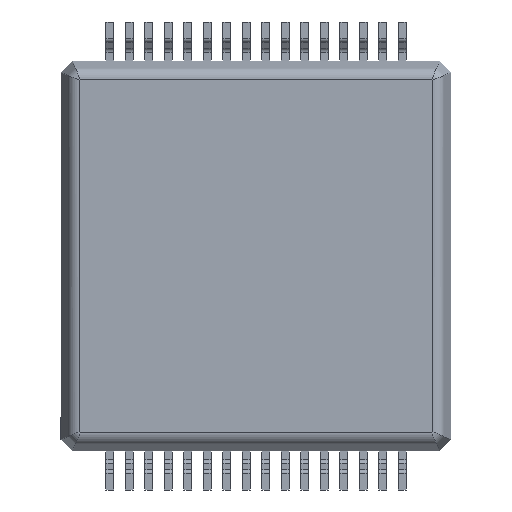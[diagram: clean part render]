
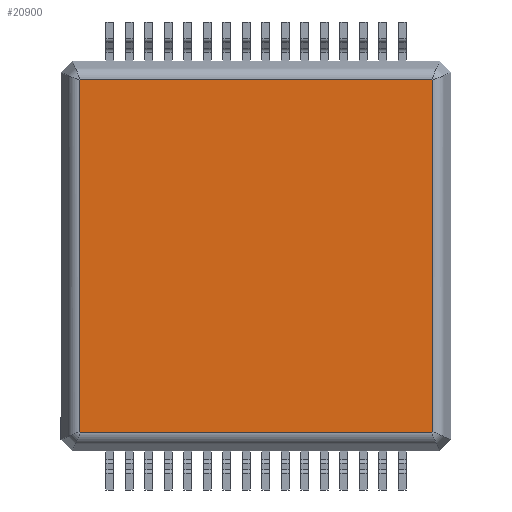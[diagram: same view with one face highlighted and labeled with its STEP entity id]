
A CAD part, front view. The second image highlights one B-rep face of the part: STEP entity #20900.
In plain terms, the highlighted planar face has unit normal (0, -1, 0).
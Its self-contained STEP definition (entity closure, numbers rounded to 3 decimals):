
#1226 = VERTEX_POINT ( 'NONE', #1872 ) ;
#1872 = CARTESIAN_POINT ( 'NONE',  ( 4.507, 0., 4.535 ) ) ;
#2284 = VECTOR ( 'NONE', #2529, 1000. ) ;
#2529 = DIRECTION ( 'NONE',  ( 0., 0., -1. ) ) ;
#2739 = EDGE_CURVE ( 'NONE', #11654, #1226, #22976, .T. ) ;
#2803 = VECTOR ( 'NONE', #5561, 1000. ) ;
#3058 = DIRECTION ( 'NONE',  ( 0., -1., 0. ) ) ;
#3203 = CARTESIAN_POINT ( 'NONE',  ( 4.535, 0., -4.507 ) ) ;
#3370 = EDGE_CURVE ( 'NONE', #25955, #16735, #11613, .T. ) ;
#3564 = LINE ( 'NONE', #24910, #2284 ) ;
#3574 = EDGE_CURVE ( 'NONE', #9025, #9970, #3564, .T. ) ;
#3677 = VECTOR ( 'NONE', #8058, 1000. ) ;
#3685 = DIRECTION ( 'NONE',  ( 0.707, 0., 0.707 ) ) ;
#3850 = CARTESIAN_POINT ( 'NONE',  ( -4.535, 0., -4.507 ) ) ;
#4249 = EDGE_CURVE ( 'NONE', #16735, #17890, #20863, .T. ) ;
#4609 = CARTESIAN_POINT ( 'NONE',  ( -4.535, 0., 4.507 ) ) ;
#4618 = LINE ( 'NONE', #10254, #3677 ) ;
#4737 = VECTOR ( 'NONE', #3685, 1000. ) ;
#5561 = DIRECTION ( 'NONE',  ( 0.707, 0., -0.707 ) ) ;
#6070 = LINE ( 'NONE', #24739, #21250 ) ;
#6808 = CARTESIAN_POINT ( 'NONE',  ( 4.535, 0., 4.507 ) ) ;
#8058 = DIRECTION ( 'NONE',  ( 0., 0., 1. ) ) ;
#9025 = VERTEX_POINT ( 'NONE', #4609 ) ;
#9568 = EDGE_CURVE ( 'NONE', #21201, #9025, #6070, .T. ) ;
#9769 = FACE_OUTER_BOUND ( 'NONE', #15283, .T. ) ;
#9938 = DIRECTION ( 'NONE',  ( -0.707, 0., 0.707 ) ) ;
#9970 = VERTEX_POINT ( 'NONE', #3850 ) ;
#10254 = CARTESIAN_POINT ( 'NONE',  ( 4.535, 0., 4.594 ) ) ;
#10807 = DIRECTION ( 'NONE',  ( -1., 0., 0. ) ) ;
#11230 = CARTESIAN_POINT ( 'NONE',  ( 0., 0., 0. ) ) ;
#11283 = ORIENTED_EDGE ( 'NONE', *, *, #25615, .T. ) ;
#11613 = LINE ( 'NONE', #13903, #14540 ) ;
#11654 = VERTEX_POINT ( 'NONE', #6808 ) ;
#12565 = CARTESIAN_POINT ( 'NONE',  ( -4.507, 0., 4.535 ) ) ;
#13077 = VECTOR ( 'NONE', #10807, 1000. ) ;
#13903 = CARTESIAN_POINT ( 'NONE',  ( 4.594, 0., -4.535 ) ) ;
#14540 = VECTOR ( 'NONE', #26262, 1000. ) ;
#15067 = LINE ( 'NONE', #17928, #2803 ) ;
#15283 = EDGE_LOOP ( 'NONE', ( #26123, #18900, #23894, #20294, #25914, #11283, #20387, #25043 ) ) ;
#15331 = LINE ( 'NONE', #19207, #13077 ) ;
#15611 = VECTOR ( 'NONE', #9938, 1000. ) ;
#15978 = CARTESIAN_POINT ( 'NONE',  ( 4.507, 0., -4.535 ) ) ;
#16054 = CARTESIAN_POINT ( 'NONE',  ( 4.597, 0., -4.446 ) ) ;
#16449 = CARTESIAN_POINT ( 'NONE',  ( 4.446, 0., 4.597 ) ) ;
#16496 = AXIS2_PLACEMENT_3D ( 'NONE', #11230, #3058, #21426 ) ;
#16735 = VERTEX_POINT ( 'NONE', #15978 ) ;
#17346 = EDGE_CURVE ( 'NONE', #9970, #25955, #15067, .T. ) ;
#17890 = VERTEX_POINT ( 'NONE', #3203 ) ;
#17928 = CARTESIAN_POINT ( 'NONE',  ( -4.446, 0., -4.597 ) ) ;
#18900 = ORIENTED_EDGE ( 'NONE', *, *, #3574, .T. ) ;
#19207 = CARTESIAN_POINT ( 'NONE',  ( -4.594, 0., 4.535 ) ) ;
#20294 = ORIENTED_EDGE ( 'NONE', *, *, #3370, .T. ) ;
#20387 = ORIENTED_EDGE ( 'NONE', *, *, #2739, .T. ) ;
#20863 = LINE ( 'NONE', #16054, #4737 ) ;
#20900 = ADVANCED_FACE ( 'NONE', ( #9769 ), #25361, .T. ) ;
#21201 = VERTEX_POINT ( 'NONE', #12565 ) ;
#21250 = VECTOR ( 'NONE', #24828, 1000. ) ;
#21426 = DIRECTION ( 'NONE',  ( 0., 0., -1. ) ) ;
#22976 = LINE ( 'NONE', #16449, #15611 ) ;
#23700 = CARTESIAN_POINT ( 'NONE',  ( -4.507, 0., -4.535 ) ) ;
#23894 = ORIENTED_EDGE ( 'NONE', *, *, #17346, .T. ) ;
#24739 = CARTESIAN_POINT ( 'NONE',  ( -4.597, 0., 4.446 ) ) ;
#24828 = DIRECTION ( 'NONE',  ( -0.707, 0., -0.707 ) ) ;
#24910 = CARTESIAN_POINT ( 'NONE',  ( -4.535, 0., -4.594 ) ) ;
#25043 = ORIENTED_EDGE ( 'NONE', *, *, #25242, .T. ) ;
#25242 = EDGE_CURVE ( 'NONE', #1226, #21201, #15331, .T. ) ;
#25361 = PLANE ( 'NONE',  #16496 ) ;
#25615 = EDGE_CURVE ( 'NONE', #17890, #11654, #4618, .T. ) ;
#25914 = ORIENTED_EDGE ( 'NONE', *, *, #4249, .T. ) ;
#25955 = VERTEX_POINT ( 'NONE', #23700 ) ;
#26123 = ORIENTED_EDGE ( 'NONE', *, *, #9568, .T. ) ;
#26262 = DIRECTION ( 'NONE',  ( 1., 0., 0. ) ) ;
